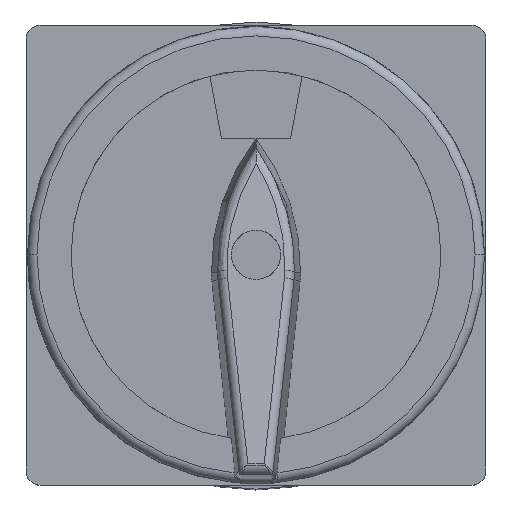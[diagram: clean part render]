
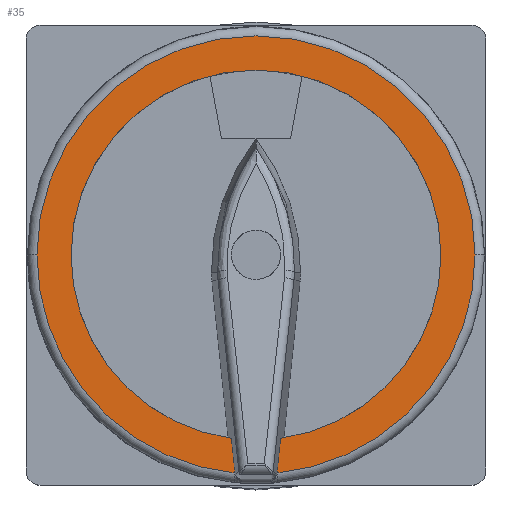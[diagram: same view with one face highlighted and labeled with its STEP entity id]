
A CAD part, top view. The second image highlights one B-rep face of the part: STEP entity #35.
In plain terms, the highlighted planar face has unit normal (0, 0, 1).
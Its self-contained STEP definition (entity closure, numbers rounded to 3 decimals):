
#35 = ADVANCED_FACE ( 'NONE', ( #7330 ), #4087, .T. ) ;
#176 = DIRECTION ( 'NONE',  ( 1., 0., 0. ) ) ;
#445 = EDGE_CURVE ( 'NONE', #4409, #4272, #2023, .T. ) ;
#495 = DIRECTION ( 'NONE',  ( 0., 0., 1. ) ) ;
#1138 = CIRCLE ( 'NONE', #6062, 26.13 ) ;
#1517 = DIRECTION ( 'NONE',  ( 0., 0., 1. ) ) ;
#1588 = CARTESIAN_POINT ( 'NONE',  ( 63.449, 32.495, 23.41 ) ) ;
#1742 = CIRCLE ( 'NONE', #7687, 30.954 ) ;
#2023 = CIRCLE ( 'NONE', #4880, 26.13 ) ;
#2339 = EDGE_CURVE ( 'NONE', #7441, #9165, #1742, .T. ) ;
#2584 = ORIENTED_EDGE ( 'NONE', *, *, #8845, .F. ) ;
#2884 = CARTESIAN_POINT ( 'NONE',  ( 35.967, 6.597, 23.41 ) ) ;
#3451 = EDGE_CURVE ( 'NONE', #4337, #12329, #1138, .T. ) ;
#3620 = VECTOR ( 'NONE', #12285, 1000. ) ;
#3715 = ORIENTED_EDGE ( 'NONE', *, *, #2339, .T. ) ;
#4032 = DIRECTION ( 'NONE',  ( 0., 0., 1. ) ) ;
#4087 = PLANE ( 'NONE',  #12437 ) ;
#4143 = CARTESIAN_POINT ( 'NONE',  ( 32.495, 32.495, 23.41 ) ) ;
#4265 = DIRECTION ( 'NONE',  ( 0., 0., 1. ) ) ;
#4272 = VERTEX_POINT ( 'NONE', #6044 ) ;
#4337 = VERTEX_POINT ( 'NONE', #2884 ) ;
#4409 = VERTEX_POINT ( 'NONE', #5013 ) ;
#4676 = DIRECTION ( 'NONE',  ( 0., 0., 1. ) ) ;
#4701 = EDGE_CURVE ( 'NONE', #5374, #8490, #7135, .T. ) ;
#4880 = AXIS2_PLACEMENT_3D ( 'NONE', #9956, #4032, #10877 ) ;
#5013 = CARTESIAN_POINT ( 'NONE',  ( 6.365, 32.495, 23.41 ) ) ;
#5111 = EDGE_CURVE ( 'NONE', #4337, #5374, #8057, .T. ) ;
#5374 = VERTEX_POINT ( 'NONE', #11175 ) ;
#5442 = DIRECTION ( 'NONE',  ( 0., 0., 1. ) ) ;
#5716 = VECTOR ( 'NONE', #9728, 1000. ) ;
#5810 = CARTESIAN_POINT ( 'NONE',  ( 29.531, 1.683, 23.41 ) ) ;
#5939 = CARTESIAN_POINT ( 'NONE',  ( 1.541, 32.495, 23.41 ) ) ;
#6044 = CARTESIAN_POINT ( 'NONE',  ( 29.023, 6.597, 23.41 ) ) ;
#6062 = AXIS2_PLACEMENT_3D ( 'NONE', #11229, #5442, #12149 ) ;
#6136 = DIRECTION ( 'NONE',  ( 0., 0., 1. ) ) ;
#6275 = LINE ( 'NONE', #11335, #3620 ) ;
#6478 = CARTESIAN_POINT ( 'NONE',  ( 32.495, 32.495, 23.41 ) ) ;
#6759 = ORIENTED_EDGE ( 'NONE', *, *, #5111, .T. ) ;
#7135 = CIRCLE ( 'NONE', #9039, 30.954 ) ;
#7144 = EDGE_CURVE ( 'NONE', #8490, #7441, #12132, .T. ) ;
#7330 = FACE_OUTER_BOUND ( 'NONE', #8195, .T. ) ;
#7441 = VERTEX_POINT ( 'NONE', #5939 ) ;
#7455 = DIRECTION ( 'NONE',  ( 1., 0., 0. ) ) ;
#7472 = CARTESIAN_POINT ( 'NONE',  ( 32.495, 32.495, 23.41 ) ) ;
#7687 = AXIS2_PLACEMENT_3D ( 'NONE', #10556, #4676, #11468 ) ;
#8057 = LINE ( 'NONE', #10613, #5716 ) ;
#8173 = ORIENTED_EDGE ( 'NONE', *, *, #12431, .T. ) ;
#8195 = EDGE_LOOP ( 'NONE', ( #6759, #8308, #10823, #3715, #8173, #9589, #2584, #11188 ) ) ;
#8308 = ORIENTED_EDGE ( 'NONE', *, *, #4701, .T. ) ;
#8366 = CARTESIAN_POINT ( 'NONE',  ( 58.625, 32.495, 23.41 ) ) ;
#8483 = DIRECTION ( 'NONE',  ( 1., 0., 0. ) ) ;
#8490 = VERTEX_POINT ( 'NONE', #1588 ) ;
#8845 = EDGE_CURVE ( 'NONE', #12329, #4409, #12390, .T. ) ;
#9039 = AXIS2_PLACEMENT_3D ( 'NONE', #7472, #1517, #8483 ) ;
#9165 = VERTEX_POINT ( 'NONE', #5810 ) ;
#9570 = AXIS2_PLACEMENT_3D ( 'NONE', #10181, #4265, #11083 ) ;
#9589 = ORIENTED_EDGE ( 'NONE', *, *, #445, .F. ) ;
#9728 = DIRECTION ( 'NONE',  ( -0.103, -0.995, 0. ) ) ;
#9956 = CARTESIAN_POINT ( 'NONE',  ( 32.495, 32.495, 23.41 ) ) ;
#10181 = CARTESIAN_POINT ( 'NONE',  ( 32.495, 32.495, 23.41 ) ) ;
#10556 = CARTESIAN_POINT ( 'NONE',  ( 32.495, 32.495, 23.41 ) ) ;
#10613 = CARTESIAN_POINT ( 'NONE',  ( 38.578, 31.866, 23.41 ) ) ;
#10823 = ORIENTED_EDGE ( 'NONE', *, *, #7144, .T. ) ;
#10877 = DIRECTION ( 'NONE',  ( 1., 0., 0. ) ) ;
#11083 = DIRECTION ( 'NONE',  ( 1., 0., 0. ) ) ;
#11175 = CARTESIAN_POINT ( 'NONE',  ( 35.459, 1.683, 23.41 ) ) ;
#11188 = ORIENTED_EDGE ( 'NONE', *, *, #3451, .F. ) ;
#11229 = CARTESIAN_POINT ( 'NONE',  ( 32.495, 32.495, 23.41 ) ) ;
#11335 = CARTESIAN_POINT ( 'NONE',  ( 26.412, 31.866, 23.41 ) ) ;
#11468 = DIRECTION ( 'NONE',  ( 1., 0., 0. ) ) ;
#11549 = AXIS2_PLACEMENT_3D ( 'NONE', #6478, #495, #7455 ) ;
#12132 = CIRCLE ( 'NONE', #11549, 30.954 ) ;
#12149 = DIRECTION ( 'NONE',  ( 1., 0., 0. ) ) ;
#12285 = DIRECTION ( 'NONE',  ( -0.103, 0.995, 0. ) ) ;
#12329 = VERTEX_POINT ( 'NONE', #8366 ) ;
#12390 = CIRCLE ( 'NONE', #9570, 26.13 ) ;
#12431 = EDGE_CURVE ( 'NONE', #9165, #4272, #6275, .T. ) ;
#12437 = AXIS2_PLACEMENT_3D ( 'NONE', #4143, #6136, #176 ) ;
